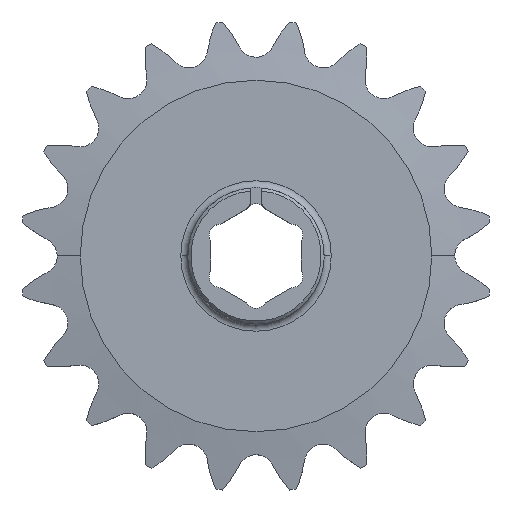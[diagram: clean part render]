
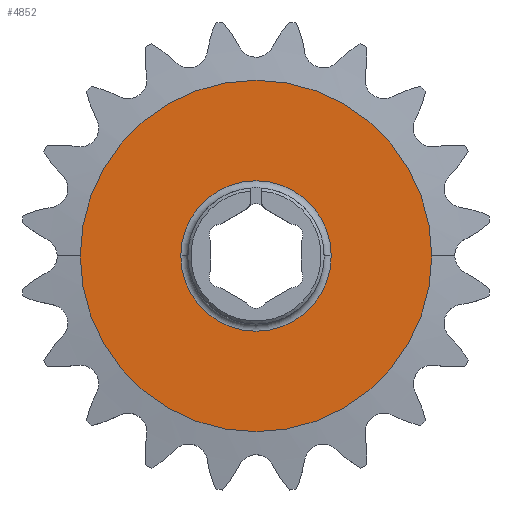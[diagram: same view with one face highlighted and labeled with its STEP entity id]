
A CAD part, top view. The second image highlights one B-rep face of the part: STEP entity #4852.
In plain terms, the highlighted planar face has unit normal (0, 0, 1).
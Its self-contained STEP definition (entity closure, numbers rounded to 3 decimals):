
#91 = DIRECTION ( 'NONE',  ( 0., 0., 1. ) ) ;
#116 = CARTESIAN_POINT ( 'NONE',  ( -24.589, 0., 2.381 ) ) ;
#150 = ORIENTED_EDGE ( 'NONE', *, *, #1549, .T. ) ;
#166 = DIRECTION ( 'NONE',  ( 1., 0., 0. ) ) ;
#226 = DIRECTION ( 'NONE',  ( 1., 0., 0. ) ) ;
#259 = EDGE_CURVE ( 'NONE', #3206, #1897, #370, .T. ) ;
#285 = CARTESIAN_POINT ( 'NONE',  ( 0., 0., 2.381 ) ) ;
#370 = CIRCLE ( 'NONE', #793, 24.589 ) ;
#417 = EDGE_LOOP ( 'NONE', ( #4799, #2204 ) ) ;
#793 = AXIS2_PLACEMENT_3D ( 'NONE', #3228, #4463, #4841 ) ;
#914 = CARTESIAN_POINT ( 'NONE',  ( 0., 0., 2.381 ) ) ;
#1010 = AXIS2_PLACEMENT_3D ( 'NONE', #285, #3514, #4731 ) ;
#1549 = EDGE_CURVE ( 'NONE', #3868, #2177, #2785, .T. ) ;
#1587 = EDGE_CURVE ( 'NONE', #2177, #3868, #3291, .T. ) ;
#1897 = VERTEX_POINT ( 'NONE', #3949 ) ;
#1905 = CARTESIAN_POINT ( 'NONE',  ( 0., 0., 2.381 ) ) ;
#1917 = CIRCLE ( 'NONE', #4867, 24.589 ) ;
#2177 = VERTEX_POINT ( 'NONE', #3837 ) ;
#2178 = PLANE ( 'NONE',  #3516 ) ;
#2204 = ORIENTED_EDGE ( 'NONE', *, *, #4859, .T. ) ;
#2267 = DIRECTION ( 'NONE',  ( 0., 0., -1. ) ) ;
#2524 = CARTESIAN_POINT ( 'NONE',  ( 0., 0., 2.381 ) ) ;
#2785 = CIRCLE ( 'NONE', #4131, 10.525 ) ;
#2882 = CARTESIAN_POINT ( 'NONE',  ( 10.525, 0., 2.381 ) ) ;
#3206 = VERTEX_POINT ( 'NONE', #116 ) ;
#3228 = CARTESIAN_POINT ( 'NONE',  ( 0., 0., 2.381 ) ) ;
#3291 = CIRCLE ( 'NONE', #1010, 10.525 ) ;
#3514 = DIRECTION ( 'NONE',  ( 0., 0., -1. ) ) ;
#3516 = AXIS2_PLACEMENT_3D ( 'NONE', #914, #91, #166 ) ;
#3722 = DIRECTION ( 'NONE',  ( 1., 0., 0. ) ) ;
#3837 = CARTESIAN_POINT ( 'NONE',  ( -10.525, 0., 2.381 ) ) ;
#3868 = VERTEX_POINT ( 'NONE', #2882 ) ;
#3949 = CARTESIAN_POINT ( 'NONE',  ( 24.589, 0., 2.381 ) ) ;
#4131 = AXIS2_PLACEMENT_3D ( 'NONE', #1905, #2267, #226 ) ;
#4136 = DIRECTION ( 'NONE',  ( 0., 0., 1. ) ) ;
#4149 = ORIENTED_EDGE ( 'NONE', *, *, #1587, .T. ) ;
#4191 = FACE_OUTER_BOUND ( 'NONE', #417, .T. ) ;
#4463 = DIRECTION ( 'NONE',  ( 0., 0., 1. ) ) ;
#4536 = FACE_BOUND ( 'NONE', #4850, .T. ) ;
#4731 = DIRECTION ( 'NONE',  ( 1., 0., 0. ) ) ;
#4799 = ORIENTED_EDGE ( 'NONE', *, *, #259, .T. ) ;
#4841 = DIRECTION ( 'NONE',  ( 1., 0., 0. ) ) ;
#4850 = EDGE_LOOP ( 'NONE', ( #150, #4149 ) ) ;
#4852 = ADVANCED_FACE ( 'NONE', ( #4536, #4191 ), #2178, .T. ) ;
#4859 = EDGE_CURVE ( 'NONE', #1897, #3206, #1917, .T. ) ;
#4867 = AXIS2_PLACEMENT_3D ( 'NONE', #2524, #4136, #3722 ) ;
